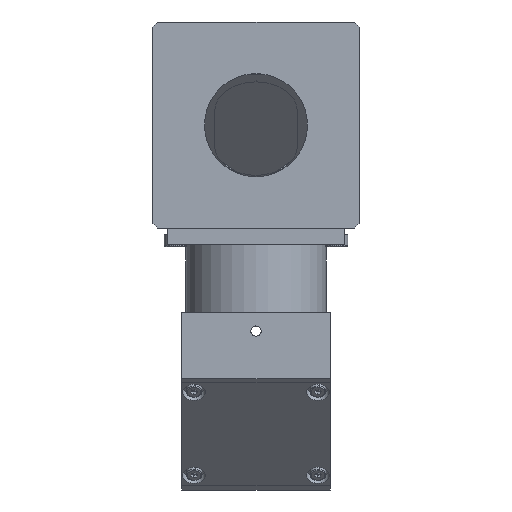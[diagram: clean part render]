
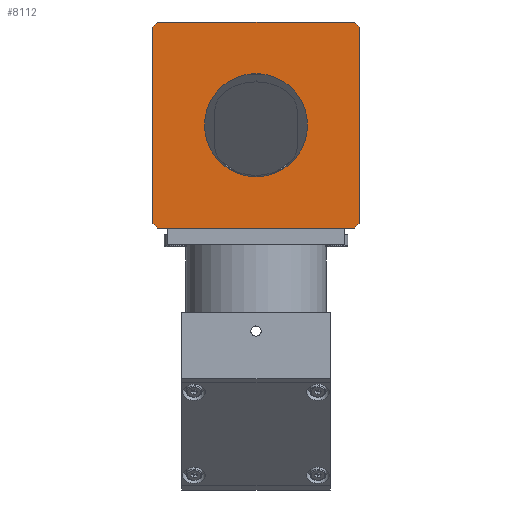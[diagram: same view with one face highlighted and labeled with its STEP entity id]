
A CAD part, left-side view. The second image highlights one B-rep face of the part: STEP entity #8112.
In plain terms, the highlighted planar face has unit normal (-1, 0, 0).
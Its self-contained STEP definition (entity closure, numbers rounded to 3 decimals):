
#123 = CARTESIAN_POINT ( 'NONE',  ( -113., -25., -25. ) ) ;
#245 = DIRECTION ( 'NONE',  ( 0., 0., 1. ) ) ;
#303 = DIRECTION ( 'NONE',  ( -1., 0., 0. ) ) ;
#347 = CARTESIAN_POINT ( 'NONE',  ( -113., 23.775, 25. ) ) ;
#590 = FACE_OUTER_BOUND ( 'NONE', #1237, .T. ) ;
#987 = VERTEX_POINT ( 'NONE', #11123 ) ;
#1201 = ORIENTED_EDGE ( 'NONE', *, *, #15015, .F. ) ;
#1237 = EDGE_LOOP ( 'NONE', ( #1201, #9646, #1712, #8222, #18403, #15157, #3282, #17984 ) ) ;
#1254 = DIRECTION ( 'NONE',  ( 0., 0., -1. ) ) ;
#1307 = CARTESIAN_POINT ( 'NONE',  ( -113., 25., 25. ) ) ;
#1712 = ORIENTED_EDGE ( 'NONE', *, *, #9816, .F. ) ;
#1745 = CARTESIAN_POINT ( 'NONE',  ( -113., -23.775, 25. ) ) ;
#1989 = AXIS2_PLACEMENT_3D ( 'NONE', #17302, #8779, #245 ) ;
#2346 = VECTOR ( 'NONE', #16848, 1000. ) ;
#2734 = DIRECTION ( 'NONE',  ( 0., 1., 0. ) ) ;
#2977 = DIRECTION ( 'NONE',  ( 1., 0., 0. ) ) ;
#3282 = ORIENTED_EDGE ( 'NONE', *, *, #15572, .F. ) ;
#3352 = CARTESIAN_POINT ( 'NONE',  ( -113., 0., 0. ) ) ;
#3635 = EDGE_CURVE ( 'NONE', #11517, #7257, #12192, .T. ) ;
#3670 = VERTEX_POINT ( 'NONE', #15661 ) ;
#3772 = CIRCLE ( 'NONE', #1989, 34.5 ) ;
#4206 = EDGE_CURVE ( 'NONE', #3670, #6256, #9461, .T. ) ;
#4358 = PLANE ( 'NONE',  #6453 ) ;
#4789 = DIRECTION ( 'NONE',  ( 0., 0., 1. ) ) ;
#5261 = CARTESIAN_POINT ( 'NONE',  ( -113., 0., 0. ) ) ;
#5431 = CIRCLE ( 'NONE', #6941, 34.5 ) ;
#5941 = CARTESIAN_POINT ( 'NONE',  ( -113., 25., -23.775 ) ) ;
#5981 = VERTEX_POINT ( 'NONE', #13764 ) ;
#6007 = VECTOR ( 'NONE', #14129, 1000. ) ;
#6256 = VERTEX_POINT ( 'NONE', #9107 ) ;
#6431 = LINE ( 'NONE', #16939, #6007 ) ;
#6453 = AXIS2_PLACEMENT_3D ( 'NONE', #123, #2977, #12991 ) ;
#6686 = DIRECTION ( 'NONE',  ( 0., 0., 1. ) ) ;
#6703 = ORIENTED_EDGE ( 'NONE', *, *, #13557, .F. ) ;
#6941 = AXIS2_PLACEMENT_3D ( 'NONE', #5261, #15272, #6686 ) ;
#7257 = VERTEX_POINT ( 'NONE', #347 ) ;
#7619 = CIRCLE ( 'NONE', #14677, 12.5 ) ;
#7626 = CARTESIAN_POINT ( 'NONE',  ( -113., 0., 0. ) ) ;
#7711 = LINE ( 'NONE', #16850, #11064 ) ;
#7976 = EDGE_CURVE ( 'NONE', #5981, #9627, #13781, .T. ) ;
#8112 = ADVANCED_FACE ( 'NONE', ( #11518, #590 ), #4358, .F. ) ;
#8222 = ORIENTED_EDGE ( 'NONE', *, *, #10307, .T. ) ;
#8418 = CARTESIAN_POINT ( 'NONE',  ( -113., 0., -12.5 ) ) ;
#8446 = CARTESIAN_POINT ( 'NONE',  ( -113., -25., 25. ) ) ;
#8756 = AXIS2_PLACEMENT_3D ( 'NONE', #18328, #9782, #1254 ) ;
#8779 = DIRECTION ( 'NONE',  ( 1., 0., 0. ) ) ;
#8842 = CARTESIAN_POINT ( 'NONE',  ( -113., 0., 0. ) ) ;
#9058 = DIRECTION ( 'NONE',  ( 0., 0., 1. ) ) ;
#9107 = CARTESIAN_POINT ( 'NONE',  ( -113., -25., 23.775 ) ) ;
#9433 = CARTESIAN_POINT ( 'NONE',  ( -113., -23.775, -25. ) ) ;
#9461 = LINE ( 'NONE', #8446, #2346 ) ;
#9627 = VERTEX_POINT ( 'NONE', #8418 ) ;
#9646 = ORIENTED_EDGE ( 'NONE', *, *, #3635, .T. ) ;
#9782 = DIRECTION ( 'NONE',  ( -1., 0., 0. ) ) ;
#9816 = EDGE_CURVE ( 'NONE', #12870, #7257, #17908, .T. ) ;
#10259 = DIRECTION ( 'NONE',  ( 0., 0., -1. ) ) ;
#10307 = EDGE_CURVE ( 'NONE', #12870, #14078, #7711, .T. ) ;
#11064 = VECTOR ( 'NONE', #18295, 1000. ) ;
#11123 = CARTESIAN_POINT ( 'NONE',  ( -113., 23.775, -25. ) ) ;
#11242 = CARTESIAN_POINT ( 'NONE',  ( -113., 25., 23.775 ) ) ;
#11301 = VECTOR ( 'NONE', #2734, 1000. ) ;
#11517 = VERTEX_POINT ( 'NONE', #1745 ) ;
#11518 = FACE_BOUND ( 'NONE', #14322, .T. ) ;
#11775 = EDGE_CURVE ( 'NONE', #987, #14078, #5431, .T. ) ;
#11935 = ORIENTED_EDGE ( 'NONE', *, *, #7976, .F. ) ;
#12192 = LINE ( 'NONE', #1307, #11301 ) ;
#12870 = VERTEX_POINT ( 'NONE', #11242 ) ;
#12991 = DIRECTION ( 'NONE',  ( 0., 0., 1. ) ) ;
#13365 = DIRECTION ( 'NONE',  ( 1., 0., 0. ) ) ;
#13557 = EDGE_CURVE ( 'NONE', #9627, #5981, #7619, .T. ) ;
#13764 = CARTESIAN_POINT ( 'NONE',  ( -113., 0., 12.5 ) ) ;
#13781 = CIRCLE ( 'NONE', #8756, 12.5 ) ;
#14078 = VERTEX_POINT ( 'NONE', #5941 ) ;
#14129 = DIRECTION ( 'NONE',  ( 0., -1., 0. ) ) ;
#14322 = EDGE_LOOP ( 'NONE', ( #6703, #11935 ) ) ;
#14677 = AXIS2_PLACEMENT_3D ( 'NONE', #8842, #303, #10259 ) ;
#14826 = EDGE_CURVE ( 'NONE', #987, #17289, #6431, .T. ) ;
#15015 = EDGE_CURVE ( 'NONE', #11517, #6256, #3772, .T. ) ;
#15157 = ORIENTED_EDGE ( 'NONE', *, *, #14826, .T. ) ;
#15272 = DIRECTION ( 'NONE',  ( 1., 0., 0. ) ) ;
#15572 = EDGE_CURVE ( 'NONE', #3670, #17289, #18491, .T. ) ;
#15661 = CARTESIAN_POINT ( 'NONE',  ( -113., -25., -23.775 ) ) ;
#15848 = AXIS2_PLACEMENT_3D ( 'NONE', #3352, #13365, #4789 ) ;
#16848 = DIRECTION ( 'NONE',  ( 0., 0., 1. ) ) ;
#16850 = CARTESIAN_POINT ( 'NONE',  ( -113., 25., 25. ) ) ;
#16939 = CARTESIAN_POINT ( 'NONE',  ( -113., 25., -25. ) ) ;
#17289 = VERTEX_POINT ( 'NONE', #9433 ) ;
#17302 = CARTESIAN_POINT ( 'NONE',  ( -113., 0., 0. ) ) ;
#17596 = DIRECTION ( 'NONE',  ( 1., 0., 0. ) ) ;
#17908 = CIRCLE ( 'NONE', #15848, 34.5 ) ;
#17984 = ORIENTED_EDGE ( 'NONE', *, *, #4206, .T. ) ;
#18295 = DIRECTION ( 'NONE',  ( 0., 0., -1. ) ) ;
#18328 = CARTESIAN_POINT ( 'NONE',  ( -113., 0., 0. ) ) ;
#18403 = ORIENTED_EDGE ( 'NONE', *, *, #11775, .F. ) ;
#18491 = CIRCLE ( 'NONE', #18494, 34.5 ) ;
#18494 = AXIS2_PLACEMENT_3D ( 'NONE', #7626, #17596, #9058 ) ;
